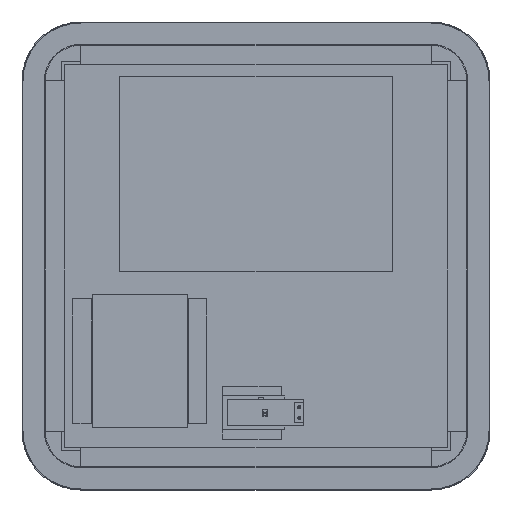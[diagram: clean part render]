
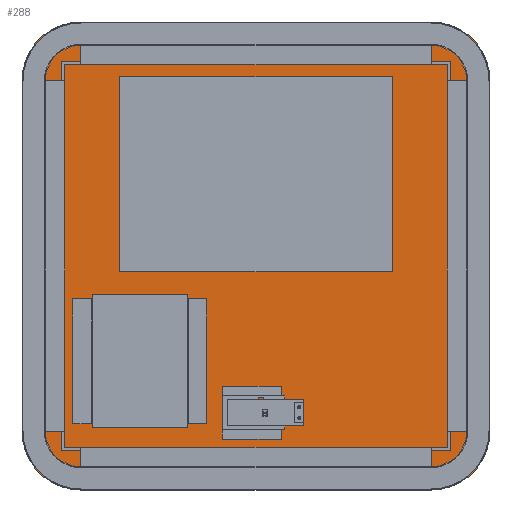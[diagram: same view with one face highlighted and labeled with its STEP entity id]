
A CAD part, top view. The second image highlights one B-rep face of the part: STEP entity #288.
In plain terms, the highlighted planar face has unit normal (0, 0, 1).
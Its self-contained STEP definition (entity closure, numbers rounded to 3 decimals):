
#69=CARTESIAN_POINT('',(-225.,225.,5.));
#70=DIRECTION('',(0.,0.,-1.));
#71=DIRECTION('',(-1.,0.,0.));
#72=AXIS2_PLACEMENT_3D('',#69,#70,#71);
#74=DIRECTION('',(1.,0.,0.));
#75=VECTOR('',#74,450.);
#76=CARTESIAN_POINT('',(-225.,300.,5.));
#77=LINE('',#76,#75);
#78=CARTESIAN_POINT('',(225.,225.,5.));
#79=DIRECTION('',(0.,0.,-1.));
#80=DIRECTION('',(0.,1.,0.));
#81=AXIS2_PLACEMENT_3D('',#78,#79,#80);
#83=DIRECTION('',(0.,-1.,0.));
#84=VECTOR('',#83,450.);
#85=CARTESIAN_POINT('',(300.,225.,5.));
#86=LINE('',#85,#84);
#87=CARTESIAN_POINT('',(225.,-225.,5.));
#88=DIRECTION('',(0.,0.,-1.));
#89=DIRECTION('',(1.,0.,0.));
#90=AXIS2_PLACEMENT_3D('',#87,#88,#89);
#92=DIRECTION('',(-1.,0.,0.));
#93=VECTOR('',#92,450.);
#94=CARTESIAN_POINT('',(225.,-300.,5.));
#95=LINE('',#94,#93);
#96=CARTESIAN_POINT('',(-225.,-225.,5.));
#97=DIRECTION('',(0.,0.,-1.));
#98=DIRECTION('',(0.,-1.,0.));
#99=AXIS2_PLACEMENT_3D('',#96,#97,#98);
#101=DIRECTION('',(0.,1.,0.));
#102=VECTOR('',#101,450.);
#103=CARTESIAN_POINT('',(-300.,-225.,5.));
#104=LINE('',#103,#102);
#121=CARTESIAN_POINT('',(-225.,300.,5.));
#122=VERTEX_POINT('',#121);
#123=CARTESIAN_POINT('',(-300.,225.,5.));
#124=VERTEX_POINT('',#123);
#125=CARTESIAN_POINT('',(225.,300.,5.));
#126=VERTEX_POINT('',#125);
#127=CARTESIAN_POINT('',(300.,225.,5.));
#128=VERTEX_POINT('',#127);
#129=CARTESIAN_POINT('',(300.,-225.,5.));
#130=VERTEX_POINT('',#129);
#131=CARTESIAN_POINT('',(225.,-300.,5.));
#132=VERTEX_POINT('',#131);
#133=CARTESIAN_POINT('',(-225.,-300.,5.));
#134=VERTEX_POINT('',#133);
#135=CARTESIAN_POINT('',(-300.,-225.,5.));
#136=VERTEX_POINT('',#135);
#273=CARTESIAN_POINT('',(0.,0.,5.));
#274=DIRECTION('',(0.,0.,1.));
#275=DIRECTION('',(1.,0.,0.));
#276=AXIS2_PLACEMENT_3D('',#273,#274,#275);
#277=PLANE('',#276);
#278=ORIENTED_EDGE('',*,*,#169,.T.);
#279=ORIENTED_EDGE('',*,*,#184,.T.);
#280=ORIENTED_EDGE('',*,*,#198,.T.);
#281=ORIENTED_EDGE('',*,*,#212,.T.);
#282=ORIENTED_EDGE('',*,*,#226,.T.);
#283=ORIENTED_EDGE('',*,*,#240,.T.);
#284=ORIENTED_EDGE('',*,*,#254,.T.);
#285=ORIENTED_EDGE('',*,*,#267,.T.);
#286=EDGE_LOOP('',(#278,#279,#280,#281,#282,#283,#284,#285));
#287=FACE_OUTER_BOUND('',#286,.F.);
#73=CIRCLE('',#72,75.);
#82=CIRCLE('',#81,75.);
#91=CIRCLE('',#90,75.);
#100=CIRCLE('',#99,75.);
#169=EDGE_CURVE('',#124,#122,#73,.T.);
#184=EDGE_CURVE('',#122,#126,#77,.T.);
#198=EDGE_CURVE('',#126,#128,#82,.T.);
#212=EDGE_CURVE('',#128,#130,#86,.T.);
#226=EDGE_CURVE('',#130,#132,#91,.T.);
#240=EDGE_CURVE('',#132,#134,#95,.T.);
#254=EDGE_CURVE('',#134,#136,#100,.T.);
#267=EDGE_CURVE('',#136,#124,#104,.T.);
#288=ADVANCED_FACE('',(#287),#277,.T.);
